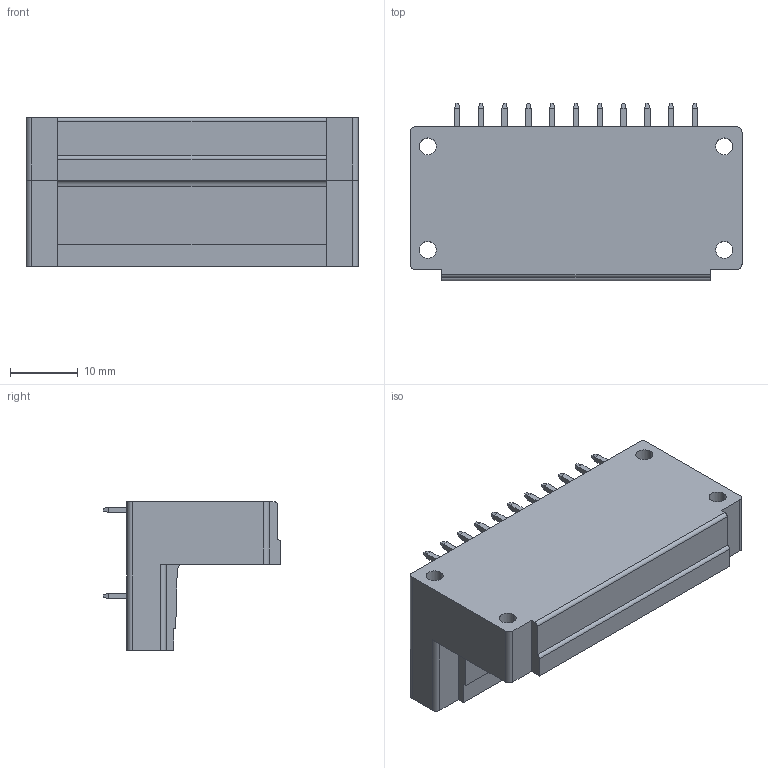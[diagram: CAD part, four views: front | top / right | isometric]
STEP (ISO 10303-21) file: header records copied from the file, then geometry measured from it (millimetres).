
FILE_DESCRIPTION((''),'2;1');
FILE_NAME('TLPHDW-005R-XXP','2024-09-24T09:32:38',('sheji109'),(''),'CREO PARAMETRIC BY PTC INC, 2018100','CREO PARAMETRIC BY PTC INC, 2018100','');
FILE_SCHEMA(('CONFIG_CONTROL_DESIGN'));
Length unit declared in the file: millimetre
Products named in the file (1): TLPHDW-005R-XXP
Bounding box: 48.9 x 26.2 x 21.9 mm (x, y, z)
Volume: 11542.8 mm3; surface area: 9723.1 mm2
Topology: 1 solids, 1 shells, 1686 faces, 4546 edges, 2950 vertices
Faces by surface type: plane 1185, cylinder 347, cone 110, torus 44
Entity records: 52538 total; most frequent: CARTESIAN_POINT 9864, ORIENTED_EDGE 9092, DIRECTION 8546, EDGE_CURVE 4546, VECTOR 3478, LINE 3478, VERTEX_POINT 2950, AXIS2_PLACEMENT_3D 2534
